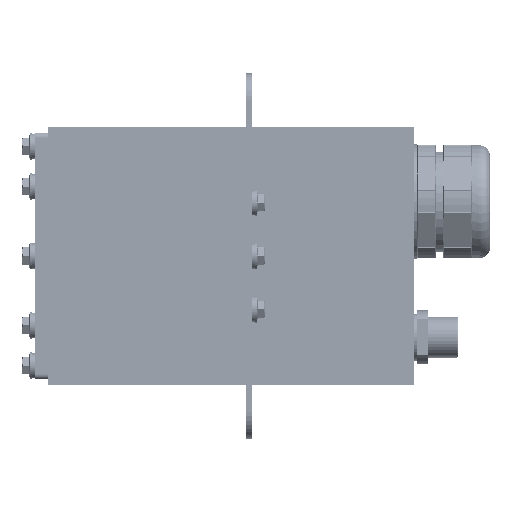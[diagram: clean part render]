
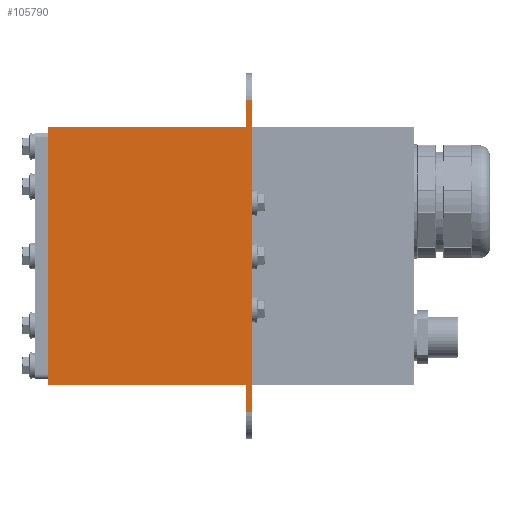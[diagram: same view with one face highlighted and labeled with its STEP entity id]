
A CAD part, left-side view. The second image highlights one B-rep face of the part: STEP entity #105790.
In plain terms, the highlighted planar face has unit normal (-1, 0, 0).
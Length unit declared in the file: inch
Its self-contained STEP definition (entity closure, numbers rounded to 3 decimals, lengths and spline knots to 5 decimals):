
#125 = VECTOR ( 'NONE', #24391, 39.37008 ) ;
#1865 = EDGE_CURVE ( 'NONE', #57590, #66944, #75443, .T. ) ;
#3856 = CARTESIAN_POINT ( 'NONE',  ( -9., 0., 2.875 ) ) ;
#4634 = VECTOR ( 'NONE', #104525, 39.37008 ) ;
#5027 = LINE ( 'NONE', #44300, #99820 ) ;
#9149 = DIRECTION ( 'NONE',  ( 0., 0., 1. ) ) ;
#10986 = CARTESIAN_POINT ( 'NONE',  ( -9., 0., -2.875 ) ) ;
#11263 = EDGE_CURVE ( 'NONE', #66944, #59791, #5027, .T. ) ;
#14686 = CARTESIAN_POINT ( 'NONE',  ( -9., 0.105, 2.375 ) ) ;
#15265 = VERTEX_POINT ( 'NONE', #10986 ) ;
#15477 = CARTESIAN_POINT ( 'NONE',  ( -9., 3.75, 2.375 ) ) ;
#15638 = ORIENTED_EDGE ( 'NONE', *, *, #11263, .T. ) ;
#17752 = ORIENTED_EDGE ( 'NONE', *, *, #62507, .F. ) ;
#20998 = VECTOR ( 'NONE', #9149, 39.37008 ) ;
#24391 = DIRECTION ( 'NONE',  ( 0., 0., 1. ) ) ;
#24625 = ORIENTED_EDGE ( 'NONE', *, *, #57959, .F. ) ;
#27261 = ORIENTED_EDGE ( 'NONE', *, *, #42194, .T. ) ;
#34736 = AXIS2_PLACEMENT_3D ( 'NONE', #45437, #65036, #84652 ) ;
#38943 = DIRECTION ( 'NONE',  ( 0., -1., 0. ) ) ;
#40648 = VERTEX_POINT ( 'NONE', #14686 ) ;
#41735 = CARTESIAN_POINT ( 'NONE',  ( -9., 0.105, 2.875 ) ) ;
#42194 = EDGE_CURVE ( 'NONE', #15265, #55814, #64018, .T. ) ;
#43386 = LINE ( 'NONE', #93343, #117264 ) ;
#44300 = CARTESIAN_POINT ( 'NONE',  ( -9., 0.105, 0. ) ) ;
#45437 = CARTESIAN_POINT ( 'NONE',  ( -9., 3.75, 2.375 ) ) ;
#48739 = EDGE_CURVE ( 'NONE', #57590, #103823, #95911, .T. ) ;
#48751 = DIRECTION ( 'NONE',  ( 0., -1., 0. ) ) ;
#49097 = VECTOR ( 'NONE', #48751, 39.37008 ) ;
#55814 = VERTEX_POINT ( 'NONE', #3856 ) ;
#57101 = EDGE_CURVE ( 'NONE', #59791, #15265, #99061, .T. ) ;
#57590 = VERTEX_POINT ( 'NONE', #80369 ) ;
#57959 = EDGE_CURVE ( 'NONE', #40648, #70285, #123308, .T. ) ;
#59791 = VERTEX_POINT ( 'NONE', #86226 ) ;
#62507 = EDGE_CURVE ( 'NONE', #70285, #55814, #89851, .T. ) ;
#64018 = LINE ( 'NONE', #102654, #4634 ) ;
#65036 = DIRECTION ( 'NONE',  ( 1., 0., 0. ) ) ;
#66528 = ORIENTED_EDGE ( 'NONE', *, *, #102794, .F. ) ;
#66944 = VERTEX_POINT ( 'NONE', #84185 ) ;
#70285 = VERTEX_POINT ( 'NONE', #106020 ) ;
#75162 = PLANE ( 'NONE',  #34736 ) ;
#75443 = LINE ( 'NONE', #86201, #78872 ) ;
#78872 = VECTOR ( 'NONE', #103950, 39.37008 ) ;
#80369 = CARTESIAN_POINT ( 'NONE',  ( -9., 3.75, -2.375 ) ) ;
#84185 = CARTESIAN_POINT ( 'NONE',  ( -9., 0.105, -2.375 ) ) ;
#84652 = DIRECTION ( 'NONE',  ( 0., 0., -1. ) ) ;
#86201 = CARTESIAN_POINT ( 'NONE',  ( -9., 3.75, -2.375 ) ) ;
#86226 = CARTESIAN_POINT ( 'NONE',  ( -9., 0.105, -2.875 ) ) ;
#89568 = CARTESIAN_POINT ( 'NONE',  ( -9., 0.105, -2.875 ) ) ;
#89851 = LINE ( 'NONE', #41735, #49097 ) ;
#92030 = ORIENTED_EDGE ( 'NONE', *, *, #48739, .F. ) ;
#92506 = EDGE_LOOP ( 'NONE', ( #27261, #17752, #24625, #66528, #92030, #120646, #15638, #109642 ) ) ;
#93343 = CARTESIAN_POINT ( 'NONE',  ( -9., 3.75, 2.375 ) ) ;
#95911 = LINE ( 'NONE', #102901, #20998 ) ;
#99061 = LINE ( 'NONE', #89568, #101397 ) ;
#99820 = VECTOR ( 'NONE', #120289, 39.37008 ) ;
#101397 = VECTOR ( 'NONE', #38943, 39.37008 ) ;
#101827 = FACE_OUTER_BOUND ( 'NONE', #92506, .T. ) ;
#102654 = CARTESIAN_POINT ( 'NONE',  ( -9., 0., 2.375 ) ) ;
#102794 = EDGE_CURVE ( 'NONE', #103823, #40648, #43386, .T. ) ;
#102901 = CARTESIAN_POINT ( 'NONE',  ( -9., 3.75, 2.375 ) ) ;
#103823 = VERTEX_POINT ( 'NONE', #15477 ) ;
#103950 = DIRECTION ( 'NONE',  ( 0., -1., 0. ) ) ;
#104525 = DIRECTION ( 'NONE',  ( 0., 0., 1. ) ) ;
#105790 = ADVANCED_FACE ( 'NONE', ( #101827 ), #75162, .F. ) ;
#106020 = CARTESIAN_POINT ( 'NONE',  ( -9., 0.105, 2.875 ) ) ;
#109642 = ORIENTED_EDGE ( 'NONE', *, *, #57101, .T. ) ;
#117264 = VECTOR ( 'NONE', #121824, 39.37008 ) ;
#120289 = DIRECTION ( 'NONE',  ( 0., 0., -1. ) ) ;
#120646 = ORIENTED_EDGE ( 'NONE', *, *, #1865, .T. ) ;
#121231 = CARTESIAN_POINT ( 'NONE',  ( -9., 0.105, 0. ) ) ;
#121824 = DIRECTION ( 'NONE',  ( 0., -1., 0. ) ) ;
#123308 = LINE ( 'NONE', #121231, #125 ) ;
